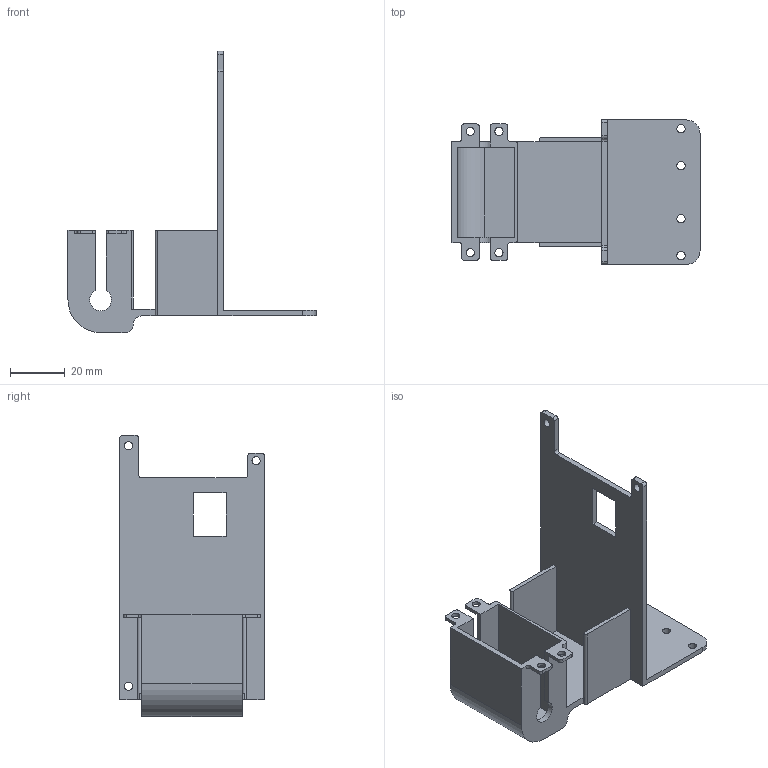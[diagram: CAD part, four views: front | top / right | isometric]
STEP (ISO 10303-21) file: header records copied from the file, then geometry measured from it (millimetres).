
FILE_DESCRIPTION(/* description */ ('STEP AP214'),/* implementation_level */ '2;1');
FILE_NAME(/* name */ '611a94f6e584ef58dcebd5f8',/* time_stamp */ '2021-08-16T16:40:22+00:00',/* author */ (''),/* organization */ (''),/* preprocessor_version */ 'ST-DEVELOPER v18.1',/* originating_system */ ' ',/* authorisation */ ' ');
FILE_SCHEMA (('AUTOMOTIVE_DESIGN {1 0 10303 214 3 1 1}'));
Length unit declared in the file: metre
Products named in the file (1): Part 1
Bounding box: 91 x 53 x 103.1 mm (x, y, z)
Volume: 24951.4 mm3; surface area: 27805.4 mm2
Topology: 1 solids, 1 shells, 95 faces, 289 edges, 196 vertices
Faces by surface type: plane 53, cylinder 42
Full cylindrical faces by diameter (mm): 3 x12
Entity records: 3201 total; most frequent: CARTESIAN_POINT 549, DIRECTION 545, ORIENTED_EDGE 534, EDGE_CURVE 267, VERTEX_POINT 186, AXIS2_PLACEMENT_3D 182, LINE 181, VECTOR 181
